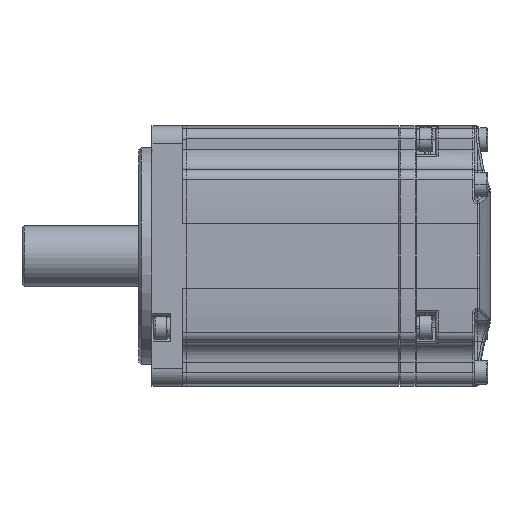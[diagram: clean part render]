
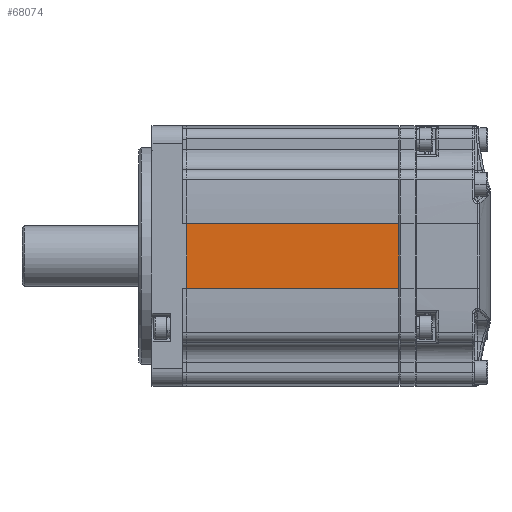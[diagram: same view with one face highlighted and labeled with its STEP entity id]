
A CAD part, front view. The second image highlights one B-rep face of the part: STEP entity #68074.
In plain terms, the highlighted planar face has unit normal (0, -1, 0).
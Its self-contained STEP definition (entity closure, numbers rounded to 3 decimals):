
#1736 = VERTEX_POINT ( 'NONE', #84917 ) ;
#2898 = DIRECTION ( 'NONE',  ( 0., 0., -1. ) ) ;
#3199 = PLANE ( 'NONE',  #28294 ) ;
#4740 = DIRECTION ( 'NONE',  ( -1., 0., 0. ) ) ;
#9598 = VECTOR ( 'NONE', #4740, 1000. ) ;
#11125 = LINE ( 'NONE', #80056, #66780 ) ;
#13055 = VERTEX_POINT ( 'NONE', #38365 ) ;
#13965 = CARTESIAN_POINT ( 'NONE',  ( 72.624, 15.781, 48.045 ) ) ;
#15896 = ORIENTED_EDGE ( 'NONE', *, *, #22569, .F. ) ;
#16644 = CARTESIAN_POINT ( 'NONE',  ( 72.624, 15.781, 48.045 ) ) ;
#17663 = ORIENTED_EDGE ( 'NONE', *, *, #47972, .F. ) ;
#19153 = DIRECTION ( 'NONE',  ( 0., 0., -1. ) ) ;
#20171 = DIRECTION ( 'NONE',  ( 0., 0., -1. ) ) ;
#22086 = CARTESIAN_POINT ( 'NONE',  ( 23.624, 15.781, 48.045 ) ) ;
#22569 = EDGE_CURVE ( 'NONE', #57012, #13055, #84529, .T. ) ;
#23432 = EDGE_LOOP ( 'NONE', ( #52787, #17663, #15896, #84279 ) ) ;
#28294 = AXIS2_PLACEMENT_3D ( 'NONE', #16644, #35771, #2898 ) ;
#31774 = CARTESIAN_POINT ( 'NONE',  ( 72.624, 15.781, 48.045 ) ) ;
#35771 = DIRECTION ( 'NONE',  ( 0., 1., 0. ) ) ;
#37188 = EDGE_CURVE ( 'NONE', #57012, #68922, #51602, .T. ) ;
#38365 = CARTESIAN_POINT ( 'NONE',  ( 72.624, 15.781, 33.045 ) ) ;
#47743 = FACE_OUTER_BOUND ( 'NONE', #23432, .T. ) ;
#47972 = EDGE_CURVE ( 'NONE', #13055, #1736, #82021, .T. ) ;
#48393 = VECTOR ( 'NONE', #61768, 1000. ) ;
#51602 = LINE ( 'NONE', #72778, #9598 ) ;
#52787 = ORIENTED_EDGE ( 'NONE', *, *, #84152, .T. ) ;
#54028 = VECTOR ( 'NONE', #19153, 1000. ) ;
#55026 = CARTESIAN_POINT ( 'NONE',  ( 72.624, 15.781, 33.045 ) ) ;
#57012 = VERTEX_POINT ( 'NONE', #13965 ) ;
#61768 = DIRECTION ( 'NONE',  ( -1., 0., 0. ) ) ;
#66780 = VECTOR ( 'NONE', #20171, 1000. ) ;
#68074 = ADVANCED_FACE ( 'NONE', ( #47743 ), #3199, .F. ) ;
#68922 = VERTEX_POINT ( 'NONE', #22086 ) ;
#72778 = CARTESIAN_POINT ( 'NONE',  ( 72.624, 15.781, 48.045 ) ) ;
#80056 = CARTESIAN_POINT ( 'NONE',  ( 23.624, 15.781, 48.045 ) ) ;
#82021 = LINE ( 'NONE', #55026, #48393 ) ;
#84152 = EDGE_CURVE ( 'NONE', #68922, #1736, #11125, .T. ) ;
#84279 = ORIENTED_EDGE ( 'NONE', *, *, #37188, .T. ) ;
#84529 = LINE ( 'NONE', #31774, #54028 ) ;
#84917 = CARTESIAN_POINT ( 'NONE',  ( 23.624, 15.781, 33.045 ) ) ;
